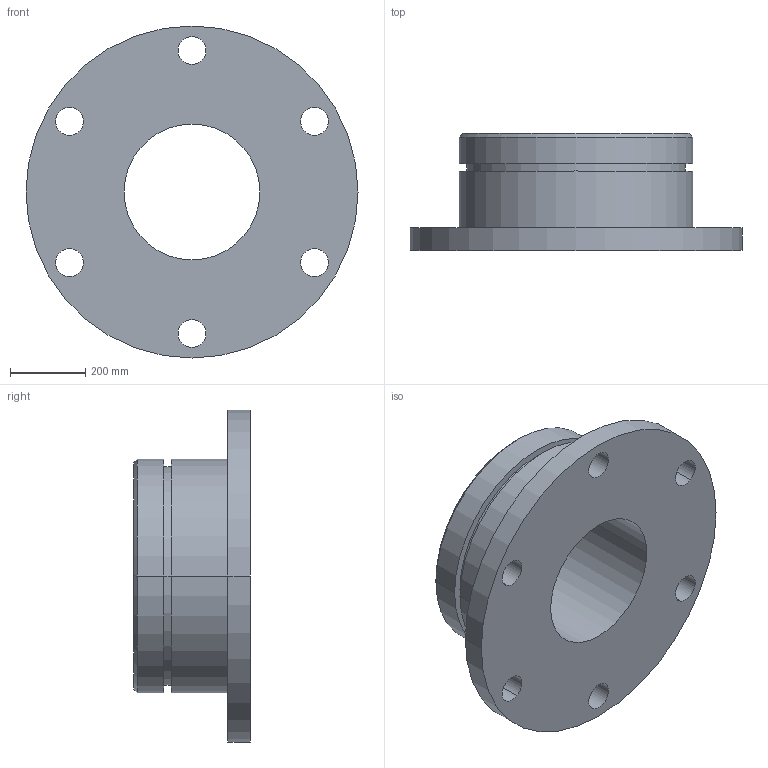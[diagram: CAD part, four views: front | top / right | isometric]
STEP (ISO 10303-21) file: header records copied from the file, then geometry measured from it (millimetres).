
FILE_DESCRIPTION((''),'2;1');
FILE_NAME('io1.stp','1999-06-19T08:51:02',(''),(''),'AutoCAD STEP 2000','AutoCAD 2000',', , ');
FILE_SCHEMA(('AUTOMOTIVE_DESIGN { 1 2 10303 214 0 1 1 1 }'));
Length unit declared in the file: centimetre
Products named in the file (2): 1; 2
Assembly tree (1 placements, depth 2):
  1
    2
Bounding box: 880 x 310 x 880 mm (x, y, z)
Volume: 78016720.2 mm3; surface area: 2109701.1 mm2
Topology: 1 solids, 1 shells, 29 faces, 70 edges, 46 vertices
Faces by surface type: cylinder 22, plane 5, cone 2
Entity records: 1032 total; most frequent: DIRECTION 188, CARTESIAN_POINT 158, ORIENTED_EDGE 140, AXIS2_PLACEMENT_3D 82, EDGE_CURVE 70, VERTEX_POINT 46, CIRCLE 46, EDGE_LOOP 46
